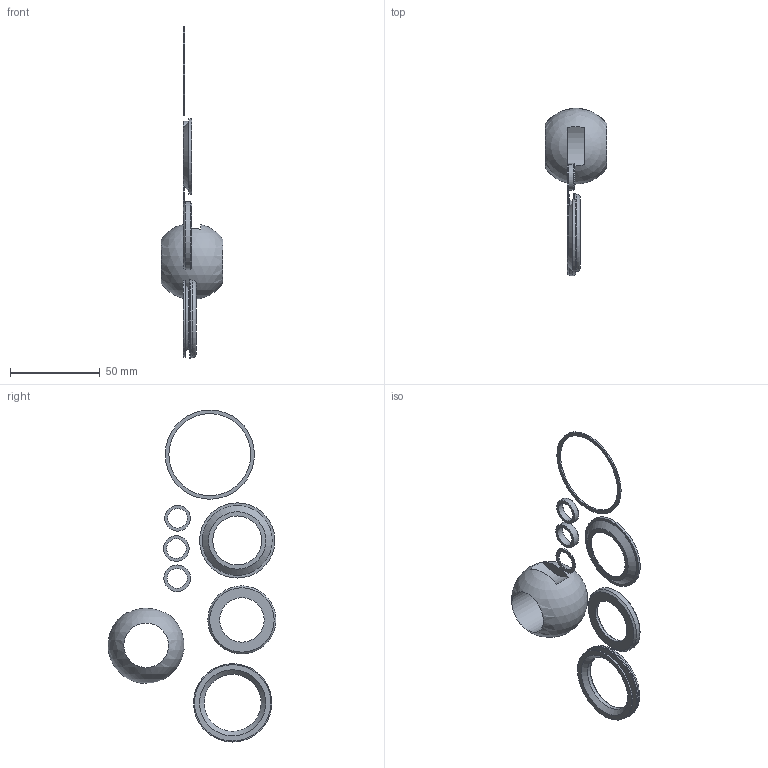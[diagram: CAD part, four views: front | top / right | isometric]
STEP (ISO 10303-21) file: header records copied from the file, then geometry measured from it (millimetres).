
FILE_DESCRIPTION(/* description */ ('1" FML SS DRYMTE REPAIR-FKM'),/* implementation_level */ '2;1');
FILE_NAME(/* name */ 'DM102SSV.stp',/* time_stamp */ '2020-06-11T11:07:56-04:00',/* author */ ('DMK'),/* organization */ (''),/* preprocessor_version */ 'ST-DEVELOPER v17.2',/* originating_system */ 'Autodesk Inventor 2019',/* authorisation */ '');
FILE_SCHEMA (('AUTOMOTIVE_DESIGN { 1 0 10303 214 3 1 1 }'));
Length unit declared in the file: inch
Products named in the file (10): DM102SSV; RK1005; DM10258; VSS10060; VSS10160F; VSS10160M; VSS10204; VSS10258; DM10294A; VSS10255
Assembly tree (9 placements, depth 3):
  DM102SSV
    RK1005
      DM10258
      VSS10060
      VSS10160F
      VSS10160M
      VSS10204
      VSS10258
    DM10294A
    VSS10255
Bounding box: 34.5 x 93.7 x 185.22 mm (x, y, z)
Volume: 27839.3 mm3; surface area: 17099.7 mm2
Topology: 8 solids, 8 shells, 60 faces, 159 edges, 120 vertices
Faces by surface type: plane 22, cylinder 19, cone 14, torus 4, sphere 1
Full cylindrical faces by diameter (mm): 10.973 x2, 11.024 x1, 14.326 x2, 14.961 x1, 24.765 x1, 24.892 x1, 27.33 x1, 28.702 x1, 31.826 x1, 37.998 x1, 40.564 x1, 41.986 x1, 42.647 x1, 43.688 x1, 45.72 x1, 49.784 x1
Entity records: 2419 total; most frequent: DIRECTION 434, CARTESIAN_POINT 377, ORIENTED_EDGE 316, AXIS2_PLACEMENT_3D 201, EDGE_CURVE 158, CIRCLE 122, VERTEX_POINT 120, EDGE_LOOP 82
